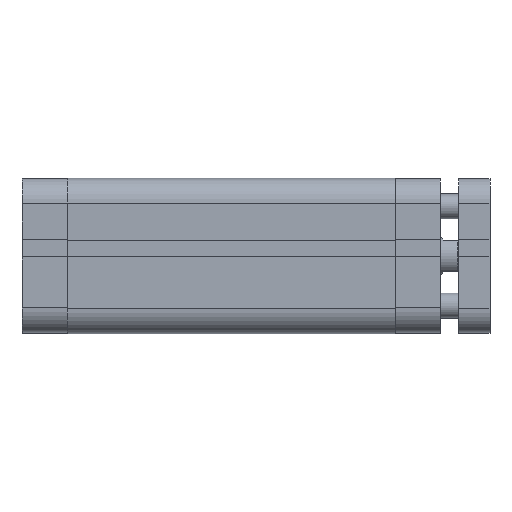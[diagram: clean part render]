
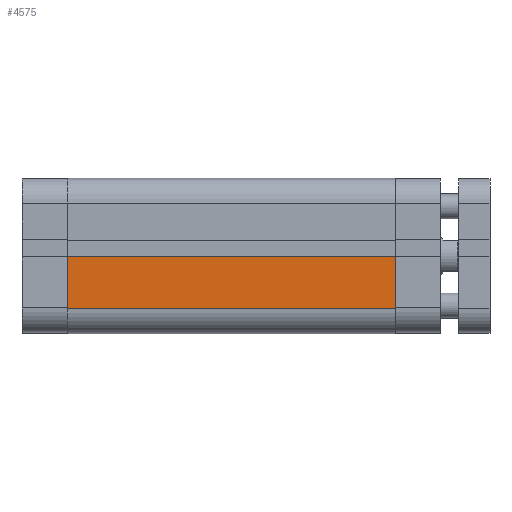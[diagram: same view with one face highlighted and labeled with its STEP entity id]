
A CAD part, top view. The second image highlights one B-rep face of the part: STEP entity #4575.
In plain terms, the highlighted face is planar.
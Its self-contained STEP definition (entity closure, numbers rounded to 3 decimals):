
#1402 = EDGE_LOOP ( 'NONE', ( #5545, #5544, #5543, #5542 ) ) ;
#1456 = AXIS2_PLACEMENT_3D ( 'NONE', #7007, #7013, #7014 ) ;
#2015 = CARTESIAN_POINT ( 'NONE',  ( 17., -25., 105.5 ) ) ;
#2017 = CARTESIAN_POINT ( 'NONE',  ( 0., -25., 105.5 ) ) ;
#2018 = CARTESIAN_POINT ( 'NONE',  ( 0., -25., 0. ) ) ;
#2019 = DIRECTION ( 'NONE',  ( 1., 0., 0. ) ) ;
#2021 = DIRECTION ( 'NONE',  ( 0., 0., -1. ) ) ;
#2026 = CARTESIAN_POINT ( 'NONE',  ( 0.1, -25., 105.5 ) ) ;
#2027 = DIRECTION ( 'NONE',  ( 0., 0., -1. ) ) ;
#2035 = DIRECTION ( 'NONE',  ( 1., 0., 0. ) ) ;
#2964 = LINE ( 'NONE', #2015, #2971 ) ;
#2969 = LINE ( 'NONE', #2018, #2970 ) ;
#2970 = VECTOR ( 'NONE', #2019, 1000. ) ;
#2971 = VECTOR ( 'NONE', #2021, 1000. ) ;
#2977 = LINE ( 'NONE', #2026, #2978 ) ;
#2978 = VECTOR ( 'NONE', #2027, 1000. ) ;
#2980 = LINE ( 'NONE', #2017, #2984 ) ;
#2984 = VECTOR ( 'NONE', #2035, 1000. ) ;
#3836 = VERTEX_POINT ( 'NONE', #3933 ) ;
#3933 = CARTESIAN_POINT ( 'NONE',  ( 17., -25., 0. ) ) ;
#4089 = VERTEX_POINT ( 'NONE', #8170 ) ;
#4095 = VERTEX_POINT ( 'NONE', #8132 ) ;
#4337 = VERTEX_POINT ( 'NONE', #8218 ) ;
#4575 = ADVANCED_FACE ( 'NONE', ( #5933 ), #7004, .F. ) ;
#4914 = EDGE_CURVE ( 'NONE', #4095, #3836, #2969, .T. ) ;
#4915 = EDGE_CURVE ( 'NONE', #4089, #3836, #2964, .T. ) ;
#4918 = EDGE_CURVE ( 'NONE', #4337, #4095, #2977, .T. ) ;
#4922 = EDGE_CURVE ( 'NONE', #4337, #4089, #2980, .T. ) ;
#5542 = ORIENTED_EDGE ( 'NONE', *, *, #4918, .T. ) ;
#5543 = ORIENTED_EDGE ( 'NONE', *, *, #4922, .F. ) ;
#5544 = ORIENTED_EDGE ( 'NONE', *, *, #4915, .F. ) ;
#5545 = ORIENTED_EDGE ( 'NONE', *, *, #4914, .T. ) ;
#5933 = FACE_OUTER_BOUND ( 'NONE', #1402, .T. ) ;
#7004 = PLANE ( 'NONE',  #1456 ) ;
#7007 = CARTESIAN_POINT ( 'NONE',  ( 0., -25., 105.5 ) ) ;
#7013 = DIRECTION ( 'NONE',  ( 0., 1., 0. ) ) ;
#7014 = DIRECTION ( 'NONE',  ( -1., 0., 0. ) ) ;
#8132 = CARTESIAN_POINT ( 'NONE',  ( 0.1, -25., 0. ) ) ;
#8170 = CARTESIAN_POINT ( 'NONE',  ( 17., -25., 105.5 ) ) ;
#8218 = CARTESIAN_POINT ( 'NONE',  ( 0.1, -25., 105.5 ) ) ;
